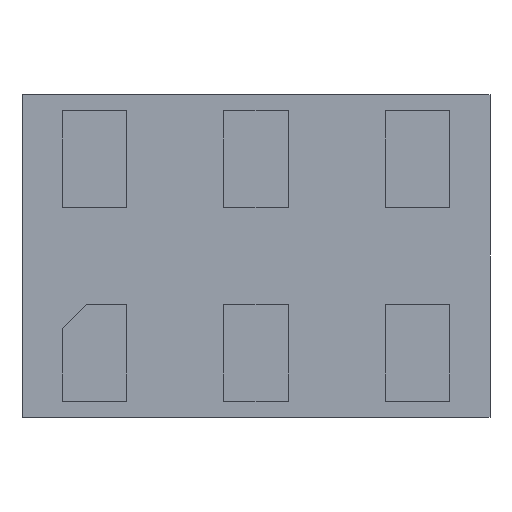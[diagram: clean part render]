
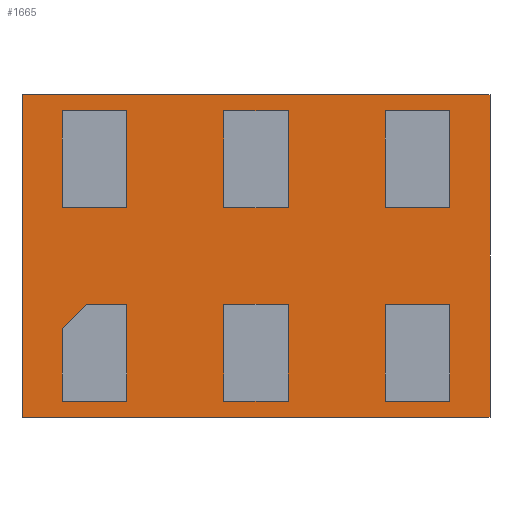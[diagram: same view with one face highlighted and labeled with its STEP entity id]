
A CAD part, front view. The second image highlights one B-rep face of the part: STEP entity #1665.
In plain terms, the highlighted planar face has unit normal (0, -1, 0).
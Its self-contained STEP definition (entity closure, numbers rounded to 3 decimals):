
#49 = ORIENTED_EDGE ( 'NONE', *, *, #1650, .F. ) ;
#241 = LINE ( 'NONE', #1919, #2165 ) ;
#242 = VECTOR ( 'NONE', #2522, 1000. ) ;
#362 = EDGE_CURVE ( 'NONE', #894, #2025, #241, .T. ) ;
#422 = CARTESIAN_POINT ( 'NONE',  ( 0.725, 0.05, 0.5 ) ) ;
#435 = CARTESIAN_POINT ( 'NONE',  ( 0., 0.05, 0. ) ) ;
#774 = VERTEX_POINT ( 'NONE', #2746 ) ;
#786 = ORIENTED_EDGE ( 'NONE', *, *, #2101, .F. ) ;
#814 = ORIENTED_EDGE ( 'NONE', *, *, #2223, .F. ) ;
#894 = VERTEX_POINT ( 'NONE', #1914 ) ;
#912 = VECTOR ( 'NONE', #2315, 1000. ) ;
#948 = CARTESIAN_POINT ( 'NONE',  ( 0.725, 0.05, 0.5 ) ) ;
#1133 = DIRECTION ( 'NONE',  ( 0., 1., 0. ) ) ;
#1318 = DIRECTION ( 'NONE',  ( 0., 0., 1. ) ) ;
#1616 = EDGE_LOOP ( 'NONE', ( #49, #1746, #814, #786 ) ) ;
#1650 = EDGE_CURVE ( 'NONE', #2025, #774, #2863, .T. ) ;
#1665 = ADVANCED_FACE ( 'NONE', ( #2164 ), #2037, .F. ) ;
#1746 = ORIENTED_EDGE ( 'NONE', *, *, #362, .F. ) ;
#1914 = CARTESIAN_POINT ( 'NONE',  ( 0.725, 0.05, -0.5 ) ) ;
#1919 = CARTESIAN_POINT ( 'NONE',  ( 0.725, 0.05, -0.5 ) ) ;
#2025 = VERTEX_POINT ( 'NONE', #2896 ) ;
#2037 = PLANE ( 'NONE',  #2210 ) ;
#2101 = EDGE_CURVE ( 'NONE', #774, #2426, #2202, .T. ) ;
#2164 = FACE_OUTER_BOUND ( 'NONE', #1616, .T. ) ;
#2165 = VECTOR ( 'NONE', #2374, 1000. ) ;
#2202 = LINE ( 'NONE', #948, #242 ) ;
#2210 = AXIS2_PLACEMENT_3D ( 'NONE', #435, #1133, #2712 ) ;
#2223 = EDGE_CURVE ( 'NONE', #2426, #894, #2696, .T. ) ;
#2234 = VECTOR ( 'NONE', #1318, 1000. ) ;
#2315 = DIRECTION ( 'NONE',  ( 0., 0., -1. ) ) ;
#2324 = CARTESIAN_POINT ( 'NONE',  ( 0.725, 0.05, 0.5 ) ) ;
#2374 = DIRECTION ( 'NONE',  ( -1., 0., 0. ) ) ;
#2426 = VERTEX_POINT ( 'NONE', #422 ) ;
#2463 = CARTESIAN_POINT ( 'NONE',  ( -0.725, 0.05, 0.5 ) ) ;
#2522 = DIRECTION ( 'NONE',  ( 1., 0., 0. ) ) ;
#2696 = LINE ( 'NONE', #2324, #912 ) ;
#2712 = DIRECTION ( 'NONE',  ( 0., 0., 1. ) ) ;
#2746 = CARTESIAN_POINT ( 'NONE',  ( -0.725, 0.05, 0.5 ) ) ;
#2863 = LINE ( 'NONE', #2463, #2234 ) ;
#2896 = CARTESIAN_POINT ( 'NONE',  ( -0.725, 0.05, -0.5 ) ) ;
